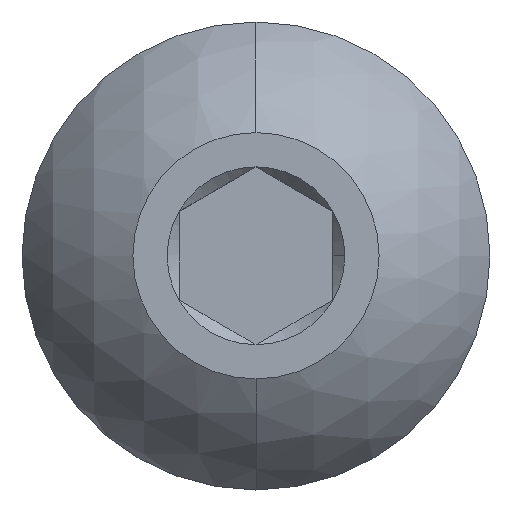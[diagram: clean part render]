
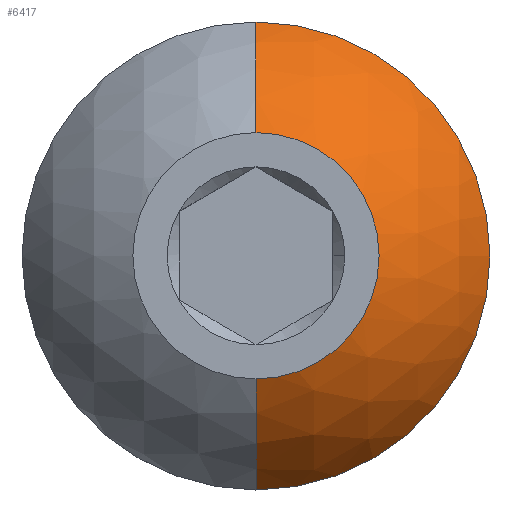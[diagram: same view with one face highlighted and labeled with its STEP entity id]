
A CAD part, top view. The second image highlights one B-rep face of the part: STEP entity #6417.
In plain terms, the highlighted spherical face has radius 4.229 mm.
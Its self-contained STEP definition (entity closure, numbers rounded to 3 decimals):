
#69 = EDGE_CURVE ( 'NONE', #2257, #2671, #5401, .T. ) ;
#120 = VERTEX_POINT ( 'NONE', #2801 ) ;
#207 = AXIS2_PLACEMENT_3D ( 'NONE', #1671, #1646, #5877 ) ;
#371 = VERTEX_POINT ( 'NONE', #1223 ) ;
#521 = DIRECTION ( 'NONE',  ( 1., 0., 0. ) ) ;
#547 = DIRECTION ( 'NONE',  ( 0., 0., 1. ) ) ;
#633 = AXIS2_PLACEMENT_3D ( 'NONE', #6722, #4076, #4611 ) ;
#802 = CIRCLE ( 'NONE', #2249, 2. ) ;
#914 = CARTESIAN_POINT ( 'NONE',  ( 0., 0., -3.726 ) ) ;
#1066 = DIRECTION ( 'NONE',  ( 1., 0., 0. ) ) ;
#1118 = CARTESIAN_POINT ( 'NONE',  ( 0., 0., -3.726 ) ) ;
#1210 = AXIS2_PLACEMENT_3D ( 'NONE', #4246, #1066, #4788 ) ;
#1223 = CARTESIAN_POINT ( 'NONE',  ( 0., -2., 0. ) ) ;
#1569 = SPHERICAL_SURFACE ( 'NONE', #1210, 4.229 ) ;
#1646 = DIRECTION ( 'NONE',  ( 0., 0., 1. ) ) ;
#1652 = DIRECTION ( 'NONE',  ( 1., 0., 0. ) ) ;
#1671 = CARTESIAN_POINT ( 'NONE',  ( 0., 0., -1.87 ) ) ;
#1684 = CIRCLE ( 'NONE', #1824, 4.229 ) ;
#1814 = EDGE_CURVE ( 'NONE', #120, #371, #1684, .T. ) ;
#1824 = AXIS2_PLACEMENT_3D ( 'NONE', #914, #6766, #5154 ) ;
#1873 = ORIENTED_EDGE ( 'NONE', *, *, #4818, .T. ) ;
#2249 = AXIS2_PLACEMENT_3D ( 'NONE', #6303, #547, #521 ) ;
#2257 = VERTEX_POINT ( 'NONE', #2879 ) ;
#2671 = VERTEX_POINT ( 'NONE', #6173 ) ;
#2686 = DIRECTION ( 'NONE',  ( 0., 1., 0. ) ) ;
#2801 = CARTESIAN_POINT ( 'NONE',  ( 0., -3.8, -1.87 ) ) ;
#2879 = CARTESIAN_POINT ( 'NONE',  ( 3.8, 0., -1.87 ) ) ;
#2999 = VERTEX_POINT ( 'NONE', #4870 ) ;
#3522 = ORIENTED_EDGE ( 'NONE', *, *, #4973, .T. ) ;
#3724 = FACE_OUTER_BOUND ( 'NONE', #6236, .T. ) ;
#4076 = DIRECTION ( 'NONE',  ( 0., 0., 1. ) ) ;
#4246 = CARTESIAN_POINT ( 'NONE',  ( 0., 0., -3.726 ) ) ;
#4493 = ORIENTED_EDGE ( 'NONE', *, *, #6089, .F. ) ;
#4611 = DIRECTION ( 'NONE',  ( 1., 0., 0. ) ) ;
#4788 = DIRECTION ( 'NONE',  ( 0., -1., 0. ) ) ;
#4818 = EDGE_CURVE ( 'NONE', #120, #2257, #5905, .T. ) ;
#4870 = CARTESIAN_POINT ( 'NONE',  ( 0., 2., 0. ) ) ;
#4973 = EDGE_CURVE ( 'NONE', #2671, #2999, #5163, .T. ) ;
#5154 = DIRECTION ( 'NONE',  ( 0., -1., 0. ) ) ;
#5163 = CIRCLE ( 'NONE', #5852, 4.229 ) ;
#5401 = CIRCLE ( 'NONE', #207, 3.8 ) ;
#5852 = AXIS2_PLACEMENT_3D ( 'NONE', #1118, #1652, #2686 ) ;
#5877 = DIRECTION ( 'NONE',  ( 1., 0., 0. ) ) ;
#5905 = CIRCLE ( 'NONE', #633, 3.8 ) ;
#6089 = EDGE_CURVE ( 'NONE', #371, #2999, #802, .T. ) ;
#6173 = CARTESIAN_POINT ( 'NONE',  ( 0., 3.8, -1.87 ) ) ;
#6236 = EDGE_LOOP ( 'NONE', ( #1873, #6443, #3522, #4493, #6723 ) ) ;
#6303 = CARTESIAN_POINT ( 'NONE',  ( 0., 0., 0. ) ) ;
#6417 = ADVANCED_FACE ( 'NONE', ( #3724 ), #1569, .T. ) ;
#6443 = ORIENTED_EDGE ( 'NONE', *, *, #69, .T. ) ;
#6722 = CARTESIAN_POINT ( 'NONE',  ( 0., 0., -1.87 ) ) ;
#6723 = ORIENTED_EDGE ( 'NONE', *, *, #1814, .F. ) ;
#6766 = DIRECTION ( 'NONE',  ( -1., 0., 0. ) ) ;
